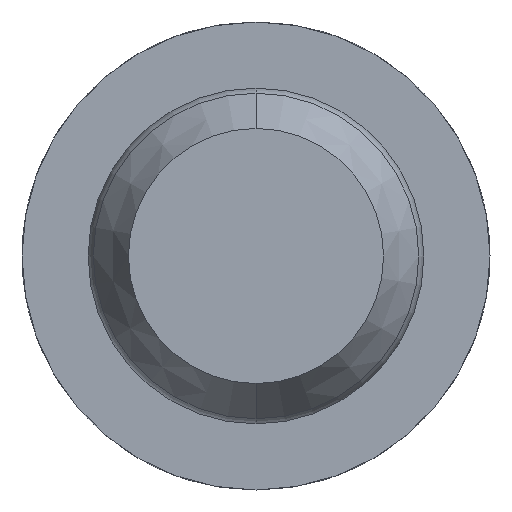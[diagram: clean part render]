
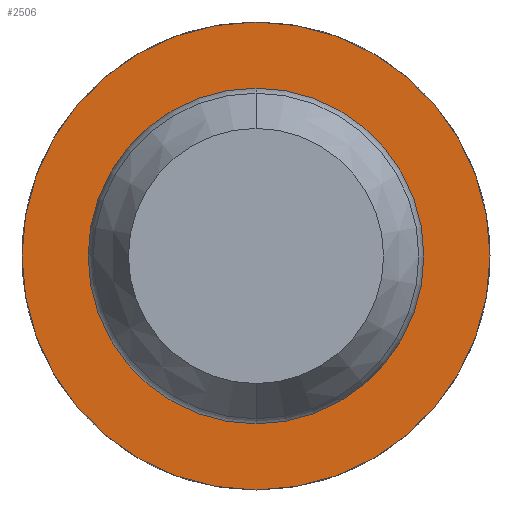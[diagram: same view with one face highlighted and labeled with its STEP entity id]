
A CAD part, front view. The second image highlights one B-rep face of the part: STEP entity #2506.
In plain terms, the highlighted planar face has unit normal (0, -1, 0).
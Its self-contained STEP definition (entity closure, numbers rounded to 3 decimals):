
#26 = CARTESIAN_POINT ( 'NONE',  ( 0., -10.5, 0. ) ) ;
#33 = AXIS2_PLACEMENT_3D ( 'NONE', #852, #1167, #4362 ) ;
#71 = DIRECTION ( 'NONE',  ( 0., 1., 0. ) ) ;
#100 = CARTESIAN_POINT ( 'NONE',  ( 0., -10.5, 0. ) ) ;
#156 = ORIENTED_EDGE ( 'NONE', *, *, #1924, .T. ) ;
#370 = CIRCLE ( 'NONE', #4575, 0.825 ) ;
#423 = CARTESIAN_POINT ( 'NONE',  ( 0., -10.5, -1.15 ) ) ;
#445 = DIRECTION ( 'NONE',  ( 0., 1., 0. ) ) ;
#535 = VERTEX_POINT ( 'NONE', #743 ) ;
#743 = CARTESIAN_POINT ( 'NONE',  ( 0., -10.5, 1.15 ) ) ;
#749 = AXIS2_PLACEMENT_3D ( 'NONE', #26, #71, #1234 ) ;
#852 = CARTESIAN_POINT ( 'NONE',  ( 1.15, -10.5, 0. ) ) ;
#1167 = DIRECTION ( 'NONE',  ( 0., 1., 0. ) ) ;
#1177 = CARTESIAN_POINT ( 'NONE',  ( 0., -10.5, 0. ) ) ;
#1234 = DIRECTION ( 'NONE',  ( 0., 0., 1. ) ) ;
#1254 = ORIENTED_EDGE ( 'NONE', *, *, #3342, .F. ) ;
#1570 = AXIS2_PLACEMENT_3D ( 'NONE', #2009, #445, #1626 ) ;
#1590 = DIRECTION ( 'NONE',  ( 0., 0., 1. ) ) ;
#1626 = DIRECTION ( 'NONE',  ( 0., 0., 1. ) ) ;
#1924 = EDGE_CURVE ( 'NONE', #2672, #4639, #370, .T. ) ;
#2009 = CARTESIAN_POINT ( 'NONE',  ( 0., -10.5, 0. ) ) ;
#2242 = CARTESIAN_POINT ( 'NONE',  ( 0., -10.5, 0.825 ) ) ;
#2473 = EDGE_CURVE ( 'NONE', #3970, #535, #3725, .T. ) ;
#2506 = ADVANCED_FACE ( 'NONE', ( #4290, #3208 ), #3220, .F. ) ;
#2590 = EDGE_CURVE ( 'NONE', #4639, #2672, #4283, .T. ) ;
#2672 = VERTEX_POINT ( 'NONE', #2242 ) ;
#2887 = DIRECTION ( 'NONE',  ( 0., 1., 0. ) ) ;
#3134 = ORIENTED_EDGE ( 'NONE', *, *, #2473, .F. ) ;
#3208 = FACE_BOUND ( 'NONE', #3474, .T. ) ;
#3220 = PLANE ( 'NONE',  #33 ) ;
#3342 = EDGE_CURVE ( 'NONE', #535, #3970, #3645, .T. ) ;
#3474 = EDGE_LOOP ( 'NONE', ( #156, #5144 ) ) ;
#3645 = CIRCLE ( 'NONE', #749, 1.15 ) ;
#3725 = CIRCLE ( 'NONE', #1570, 1.15 ) ;
#3970 = VERTEX_POINT ( 'NONE', #423 ) ;
#3993 = DIRECTION ( 'NONE',  ( 0., 1., 0. ) ) ;
#4283 = CIRCLE ( 'NONE', #5158, 0.825 ) ;
#4290 = FACE_OUTER_BOUND ( 'NONE', #4798, .T. ) ;
#4362 = DIRECTION ( 'NONE',  ( 0., 0., 1. ) ) ;
#4427 = DIRECTION ( 'NONE',  ( 0., 0., 1. ) ) ;
#4575 = AXIS2_PLACEMENT_3D ( 'NONE', #1177, #3993, #1590 ) ;
#4639 = VERTEX_POINT ( 'NONE', #4787 ) ;
#4787 = CARTESIAN_POINT ( 'NONE',  ( 0., -10.5, -0.825 ) ) ;
#4798 = EDGE_LOOP ( 'NONE', ( #1254, #3134 ) ) ;
#5144 = ORIENTED_EDGE ( 'NONE', *, *, #2590, .T. ) ;
#5158 = AXIS2_PLACEMENT_3D ( 'NONE', #100, #2887, #4427 ) ;
